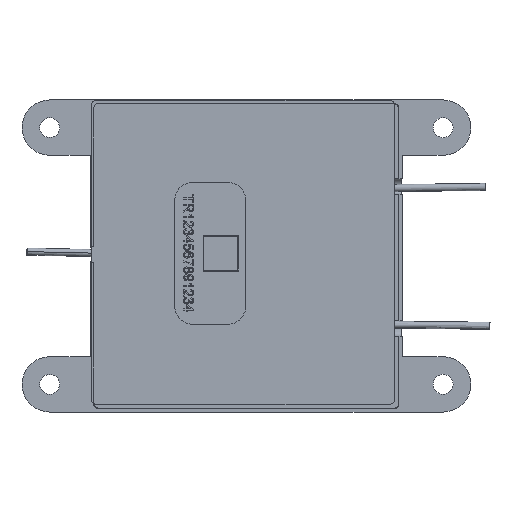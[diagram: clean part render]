
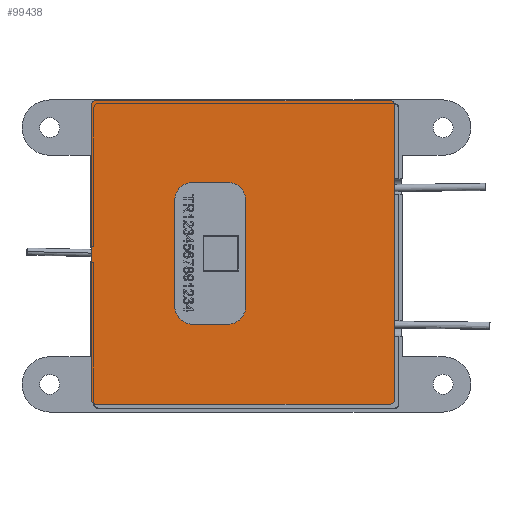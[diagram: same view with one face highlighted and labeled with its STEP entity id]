
A CAD part, front view. The second image highlights one B-rep face of the part: STEP entity #99438.
In plain terms, the highlighted planar face has unit normal (0, -1, 0).
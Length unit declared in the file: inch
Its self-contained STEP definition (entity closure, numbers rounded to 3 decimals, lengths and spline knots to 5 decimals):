
#1687 = VECTOR ( 'NONE', #105492, 39.37008 ) ;
#1732 = ORIENTED_EDGE ( 'NONE', *, *, #89128, .F. ) ;
#2450 = EDGE_CURVE ( 'NONE', #77392, #92828, #112835, .T. ) ;
#3850 = CARTESIAN_POINT ( 'NONE',  ( 1.07, 0., 1.03801 ) ) ;
#7989 = CARTESIAN_POINT ( 'NONE',  ( -1.05675, 0., 1.07 ) ) ;
#11310 = DIRECTION ( 'NONE',  ( -1., 0., 0. ) ) ;
#13945 =( BOUNDED_CURVE ( )  B_SPLINE_CURVE ( 3, ( #47404, #7989, #32815, #34397 ),
 .UNSPECIFIED., .F., .F. ) 
 B_SPLINE_CURVE_WITH_KNOTS ( ( 4, 4 ),
 ( 5.49813, 7.06824 ),
 .UNSPECIFIED. ) 
 CURVE ( )  GEOMETRIC_REPRESENTATION_ITEM ( )  RATIONAL_B_SPLINE_CURVE ( ( 1., 0.805, 0.805, 1. ) ) 
 REPRESENTATION_ITEM ( '' )  );
#18809 = CARTESIAN_POINT ( 'NONE',  ( 1.07, 0., 1.03801 ) ) ;
#20698 =( BOUNDED_CURVE ( )  B_SPLINE_CURVE ( 3, ( #33264, #35388, #122277, #33775 ),
 .UNSPECIFIED., .F., .F. ) 
 B_SPLINE_CURVE_WITH_KNOTS ( ( 4, 4 ),
 ( 5.49813, 7.06824 ),
 .UNSPECIFIED. ) 
 CURVE ( )  GEOMETRIC_REPRESENTATION_ITEM ( )  RATIONAL_B_SPLINE_CURVE ( ( 1., 0.805, 0.805, 1. ) ) 
 REPRESENTATION_ITEM ( '' )  );
#24423 = EDGE_CURVE ( 'NONE', #25873, #124007, #160836, .T. ) ;
#25873 = VERTEX_POINT ( 'NONE', #59952 ) ;
#26656 = CARTESIAN_POINT ( 'NONE',  ( -1.07, 0., -1.05675 ) ) ;
#27448 = CARTESIAN_POINT ( 'NONE',  ( -1.07, 0., 1.07 ) ) ;
#32794 = DIRECTION ( 'NONE',  ( 0., 0., -1. ) ) ;
#32815 = CARTESIAN_POINT ( 'NONE',  ( -1.07, 0., 1.05675 ) ) ;
#33264 = CARTESIAN_POINT ( 'NONE',  ( 1.03801, 0., -1.07 ) ) ;
#33775 = CARTESIAN_POINT ( 'NONE',  ( 1.07, 0., -1.03801 ) ) ;
#34397 = CARTESIAN_POINT ( 'NONE',  ( -1.07, 0., 1.03801 ) ) ;
#35388 = CARTESIAN_POINT ( 'NONE',  ( 1.05675, 0., -1.07 ) ) ;
#41222 = CARTESIAN_POINT ( 'NONE',  ( 1.07, 0., 1.05675 ) ) ;
#41281 = ORIENTED_EDGE ( 'NONE', *, *, #48121, .F. ) ;
#42385 = CARTESIAN_POINT ( 'NONE',  ( 1.07, 0., -1.03801 ) ) ;
#47404 = CARTESIAN_POINT ( 'NONE',  ( -1.03801, 0., 1.07 ) ) ;
#48121 = EDGE_CURVE ( 'NONE', #98748, #124007, #134743, .T. ) ;
#55513 = CARTESIAN_POINT ( 'NONE',  ( -1.07, 0., 1.07 ) ) ;
#59776 = LINE ( 'NONE', #55513, #1687 ) ;
#59952 = CARTESIAN_POINT ( 'NONE',  ( -1.07, 0., -1.03801 ) ) ;
#60973 = CARTESIAN_POINT ( 'NONE',  ( -1.03801, 0., -1.07 ) ) ;
#64249 = ORIENTED_EDGE ( 'NONE', *, *, #130310, .T. ) ;
#69692 = CARTESIAN_POINT ( 'NONE',  ( 1.07, 0., -1.07 ) ) ;
#70955 = CARTESIAN_POINT ( 'NONE',  ( -1.07, 0., -1.07 ) ) ;
#74040 = CARTESIAN_POINT ( 'NONE',  ( -1.07, 0., 1.03801 ) ) ;
#76224 = EDGE_CURVE ( 'NONE', #25873, #108536, #117101, .T. ) ;
#77093 = CARTESIAN_POINT ( 'NONE',  ( -1.05675, 0., -1.07 ) ) ;
#77392 = VERTEX_POINT ( 'NONE', #18809 ) ;
#78278 = VERTEX_POINT ( 'NONE', #42385 ) ;
#82192 = CARTESIAN_POINT ( 'NONE',  ( 1.03801, 0., 1.07 ) ) ;
#82461 = CARTESIAN_POINT ( 'NONE',  ( -1.07, 0., -1.07 ) ) ;
#83675 = VERTEX_POINT ( 'NONE', #158760 ) ;
#86693 = EDGE_LOOP ( 'NONE', ( #148234, #91479, #41281, #64249, #1732, #90971, #106746, #107347 ) ) ;
#89128 = EDGE_CURVE ( 'NONE', #77392, #78278, #117799, .T. ) ;
#89371 = PLANE ( 'NONE',  #124536 ) ;
#90165 = CARTESIAN_POINT ( 'NONE',  ( -1.07, 0., -1.03801 ) ) ;
#90448 = DIRECTION ( 'NONE',  ( 0., 0., 1. ) ) ;
#90971 = ORIENTED_EDGE ( 'NONE', *, *, #2450, .T. ) ;
#91479 = ORIENTED_EDGE ( 'NONE', *, *, #24423, .T. ) ;
#92828 = VERTEX_POINT ( 'NONE', #82192 ) ;
#98748 = VERTEX_POINT ( 'NONE', #110312 ) ;
#99438 = ADVANCED_FACE ( 'NONE', ( #150856 ), #89371, .F. ) ;
#102548 = CARTESIAN_POINT ( 'NONE',  ( 1.03801, 0., 1.07 ) ) ;
#103501 = VECTOR ( 'NONE', #146545, 39.37008 ) ;
#104151 = EDGE_CURVE ( 'NONE', #83675, #108536, #13945, .T. ) ;
#105492 = DIRECTION ( 'NONE',  ( 1., 0., 0. ) ) ;
#106746 = ORIENTED_EDGE ( 'NONE', *, *, #125295, .F. ) ;
#107347 = ORIENTED_EDGE ( 'NONE', *, *, #104151, .T. ) ;
#108536 = VERTEX_POINT ( 'NONE', #74040 ) ;
#110312 = CARTESIAN_POINT ( 'NONE',  ( 1.03801, 0., -1.07 ) ) ;
#112835 =( BOUNDED_CURVE ( )  B_SPLINE_CURVE ( 3, ( #3850, #41222, #141692, #102548 ),
 .UNSPECIFIED., .F., .T. ) 
 B_SPLINE_CURVE_WITH_KNOTS ( ( 4, 4 ),
 ( 5.49813, 7.06824 ),
 .UNSPECIFIED. ) 
 CURVE ( )  GEOMETRIC_REPRESENTATION_ITEM ( )  RATIONAL_B_SPLINE_CURVE ( ( 1., 0.805, 0.805, 1. ) ) 
 REPRESENTATION_ITEM ( '' )  );
#114394 = DIRECTION ( 'NONE',  ( 0., 1., 0. ) ) ;
#115710 = CARTESIAN_POINT ( 'NONE',  ( -1.03801, 0., -1.07 ) ) ;
#117101 = LINE ( 'NONE', #82461, #103501 ) ;
#117799 = LINE ( 'NONE', #69692, #150793 ) ;
#122277 = CARTESIAN_POINT ( 'NONE',  ( 1.07, 0., -1.05675 ) ) ;
#124007 = VERTEX_POINT ( 'NONE', #60973 ) ;
#124536 = AXIS2_PLACEMENT_3D ( 'NONE', #27448, #114394, #90448 ) ;
#125295 = EDGE_CURVE ( 'NONE', #83675, #92828, #59776, .T. ) ;
#130310 = EDGE_CURVE ( 'NONE', #98748, #78278, #20698, .T. ) ;
#130887 = VECTOR ( 'NONE', #11310, 39.37008 ) ;
#134743 = LINE ( 'NONE', #70955, #130887 ) ;
#141692 = CARTESIAN_POINT ( 'NONE',  ( 1.05675, 0., 1.07 ) ) ;
#146545 = DIRECTION ( 'NONE',  ( 0., 0., 1. ) ) ;
#148234 = ORIENTED_EDGE ( 'NONE', *, *, #76224, .F. ) ;
#150793 = VECTOR ( 'NONE', #32794, 39.37008 ) ;
#150856 = FACE_OUTER_BOUND ( 'NONE', #86693, .T. ) ;
#158760 = CARTESIAN_POINT ( 'NONE',  ( -1.03801, 0., 1.07 ) ) ;
#160836 =( BOUNDED_CURVE ( )  B_SPLINE_CURVE ( 3, ( #90165, #26656, #77093, #115710 ),
 .UNSPECIFIED., .F., .F. ) 
 B_SPLINE_CURVE_WITH_KNOTS ( ( 4, 4 ),
 ( 5.49813, 7.06824 ),
 .UNSPECIFIED. ) 
 CURVE ( )  GEOMETRIC_REPRESENTATION_ITEM ( )  RATIONAL_B_SPLINE_CURVE ( ( 1., 0.805, 0.805, 1. ) ) 
 REPRESENTATION_ITEM ( '' )  );
